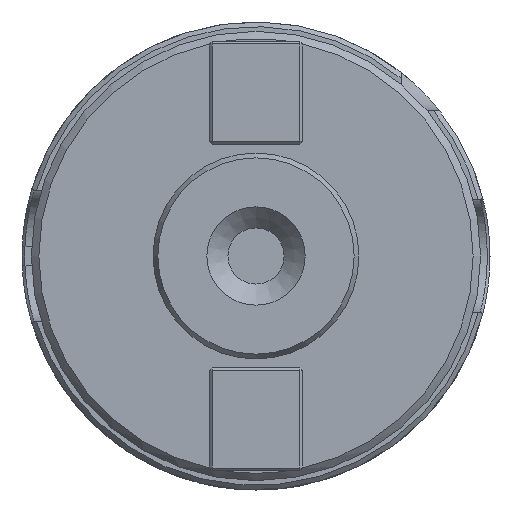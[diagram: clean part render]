
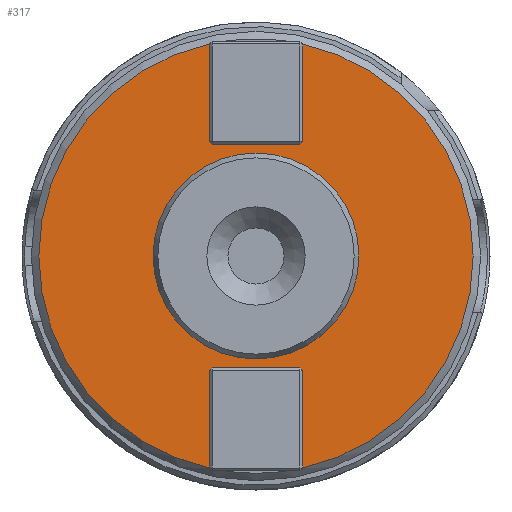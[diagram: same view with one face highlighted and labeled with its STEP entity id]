
A CAD part, left-side view. The second image highlights one B-rep face of the part: STEP entity #317.
In plain terms, the highlighted planar face has unit normal (-1, 0, 0).
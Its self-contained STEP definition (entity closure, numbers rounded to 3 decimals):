
#81=FACE_BOUND('',#638,.T.);
#82=FACE_BOUND('',#639,.T.);
#317=ADVANCED_FACE('',(#81,#82),#398,.F.);
#398=PLANE('',#2267);
#638=EDGE_LOOP('',(#1383));
#639=EDGE_LOOP('',(#1384,#1385,#1386,#1387,#1388,#1389,#1390,#1391,#1392,
#1393,#1394,#1395,#1396,#1397,#1398,#1399));
#760=LINE('',#3934,#898);
#761=LINE('',#3936,#899);
#762=LINE('',#3938,#900);
#763=LINE('',#3940,#901);
#764=LINE('',#3942,#902);
#765=LINE('',#3944,#903);
#766=LINE('',#3946,#904);
#767=LINE('',#3947,#905);
#768=LINE('',#3949,#906);
#769=LINE('',#3951,#907);
#770=LINE('',#3953,#908);
#771=LINE('',#3955,#909);
#772=LINE('',#3957,#910);
#773=LINE('',#3959,#911);
#898=VECTOR('',#2678,1.);
#899=VECTOR('',#2679,1.);
#900=VECTOR('',#2680,1.);
#901=VECTOR('',#2681,1.);
#902=VECTOR('',#2682,1.);
#903=VECTOR('',#2683,1.);
#904=VECTOR('',#2684,1.);
#905=VECTOR('',#2685,1.);
#906=VECTOR('',#2686,1.);
#907=VECTOR('',#2687,1.);
#908=VECTOR('',#2688,1.);
#909=VECTOR('',#2689,1.);
#910=VECTOR('',#2690,1.);
#911=VECTOR('',#2691,1.);
#1383=ORIENTED_EDGE('',*,*,#1963,.F.);
#1384=ORIENTED_EDGE('',*,*,#1955,.T.);
#1385=ORIENTED_EDGE('',*,*,#1964,.T.);
#1386=ORIENTED_EDGE('',*,*,#1965,.T.);
#1387=ORIENTED_EDGE('',*,*,#1966,.T.);
#1388=ORIENTED_EDGE('',*,*,#1967,.T.);
#1389=ORIENTED_EDGE('',*,*,#1968,.T.);
#1390=ORIENTED_EDGE('',*,*,#1969,.T.);
#1391=ORIENTED_EDGE('',*,*,#1970,.T.);
#1392=ORIENTED_EDGE('',*,*,#1960,.T.);
#1393=ORIENTED_EDGE('',*,*,#1971,.T.);
#1394=ORIENTED_EDGE('',*,*,#1972,.T.);
#1395=ORIENTED_EDGE('',*,*,#1973,.T.);
#1396=ORIENTED_EDGE('',*,*,#1974,.T.);
#1397=ORIENTED_EDGE('',*,*,#1975,.T.);
#1398=ORIENTED_EDGE('',*,*,#1976,.T.);
#1399=ORIENTED_EDGE('',*,*,#1977,.T.);
#1697=VERTEX_POINT('',#3898);
#1698=VERTEX_POINT('',#3900);
#1701=VERTEX_POINT('',#3919);
#1702=VERTEX_POINT('',#3921);
#1704=VERTEX_POINT('',#3933);
#1705=VERTEX_POINT('',#3935);
#1706=VERTEX_POINT('',#3937);
#1707=VERTEX_POINT('',#3939);
#1708=VERTEX_POINT('',#3941);
#1709=VERTEX_POINT('',#3943);
#1710=VERTEX_POINT('',#3945);
#1711=VERTEX_POINT('',#3948);
#1712=VERTEX_POINT('',#3950);
#1713=VERTEX_POINT('',#3952);
#1714=VERTEX_POINT('',#3954);
#1715=VERTEX_POINT('',#3956);
#1716=VERTEX_POINT('',#3958);
#1955=EDGE_CURVE('',#1698,#1697,#2102,.T.);
#1960=EDGE_CURVE('',#1702,#1701,#2103,.T.);
#1963=EDGE_CURVE('',#1704,#1704,#2104,.T.);
#1964=EDGE_CURVE('',#1697,#1705,#760,.T.);
#1965=EDGE_CURVE('',#1705,#1706,#761,.T.);
#1966=EDGE_CURVE('',#1706,#1707,#762,.T.);
#1967=EDGE_CURVE('',#1707,#1708,#763,.T.);
#1968=EDGE_CURVE('',#1708,#1709,#764,.T.);
#1969=EDGE_CURVE('',#1709,#1710,#765,.T.);
#1970=EDGE_CURVE('',#1710,#1702,#766,.T.);
#1971=EDGE_CURVE('',#1701,#1711,#767,.T.);
#1972=EDGE_CURVE('',#1711,#1712,#768,.T.);
#1973=EDGE_CURVE('',#1712,#1713,#769,.T.);
#1974=EDGE_CURVE('',#1713,#1714,#770,.T.);
#1975=EDGE_CURVE('',#1714,#1715,#771,.T.);
#1976=EDGE_CURVE('',#1715,#1716,#772,.T.);
#1977=EDGE_CURVE('',#1716,#1698,#773,.T.);
#2102=CIRCLE('',#2263,23.2);
#2103=CIRCLE('',#2264,23.2);
#2104=CIRCLE('',#2266,11.);
#2263=AXIS2_PLACEMENT_3D('',#3899,#2670,#2671);
#2264=AXIS2_PLACEMENT_3D('',#3920,#2672,#2673);
#2266=AXIS2_PLACEMENT_3D('',#3932,#2676,#2677);
#2267=AXIS2_PLACEMENT_3D('',#3960,#2692,#2693);
#2670=DIRECTION('',(-1.,0.,0.));
#2671=DIRECTION('',(0.,0.,-1.));
#2672=DIRECTION('',(-1.,0.,0.));
#2673=DIRECTION('',(0.,0.,-1.));
#2676=DIRECTION('',(-1.,0.,0.));
#2677=DIRECTION('',(0.,0.,-1.));
#2678=DIRECTION('',(0.,0.707,0.707));
#2679=DIRECTION('',(0.,0.,1.));
#2680=DIRECTION('',(0.,-0.707,0.707));
#2681=DIRECTION('',(0.,-1.,0.));
#2682=DIRECTION('',(0.,-0.707,-0.707));
#2683=DIRECTION('',(0.,0.,-1.));
#2684=DIRECTION('',(0.,0.707,-0.707));
#2685=DIRECTION('',(0.,-0.707,-0.707));
#2686=DIRECTION('',(0.,0.,-1.));
#2687=DIRECTION('',(0.,0.707,-0.707));
#2688=DIRECTION('',(0.,1.,0.));
#2689=DIRECTION('',(0.,0.707,0.707));
#2690=DIRECTION('',(0.,0.,1.));
#2691=DIRECTION('',(0.,-0.707,0.707));
#2692=DIRECTION('',(1.,0.,0.));
#2693=DIRECTION('',(0.,0.,-1.));
#3898=CARTESIAN_POINT('',(19.,4.994,-22.656));
#3899=CARTESIAN_POINT('',(19.,0.,0.));
#3900=CARTESIAN_POINT('',(19.,4.994,22.656));
#3919=CARTESIAN_POINT('',(19.,-4.994,22.656));
#3920=CARTESIAN_POINT('',(19.,0.,0.));
#3921=CARTESIAN_POINT('',(19.,-4.994,-22.656));
#3932=CARTESIAN_POINT('',(19.,0.,0.));
#3933=CARTESIAN_POINT('',(19.,0.,-11.));
#3934=CARTESIAN_POINT('',(19.,20.043,-7.607));
#3935=CARTESIAN_POINT('',(19.,5.,-22.65));
#3936=CARTESIAN_POINT('',(19.,5.,12.435));
#3937=CARTESIAN_POINT('',(19.,5.,-12.25));
#3938=CARTESIAN_POINT('',(19.,-9.843,2.593));
#3939=CARTESIAN_POINT('',(19.,4.7,-11.95));
#3940=CARTESIAN_POINT('',(19.,0.,-11.95));
#3941=CARTESIAN_POINT('',(19.,-4.7,-11.95));
#3942=CARTESIAN_POINT('',(19.,9.843,2.593));
#3943=CARTESIAN_POINT('',(19.,-5.,-12.25));
#3944=CARTESIAN_POINT('',(19.,-5.,12.435));
#3945=CARTESIAN_POINT('',(19.,-5.,-22.65));
#3946=CARTESIAN_POINT('',(19.,-20.043,-7.607));
#3947=CARTESIAN_POINT('',(19.,-7.607,20.043));
#3948=CARTESIAN_POINT('',(19.,-5.,22.65));
#3949=CARTESIAN_POINT('',(19.,-5.,12.435));
#3950=CARTESIAN_POINT('',(19.,-5.,12.25));
#3951=CARTESIAN_POINT('',(19.,-2.593,9.843));
#3952=CARTESIAN_POINT('',(19.,-4.7,11.95));
#3953=CARTESIAN_POINT('',(19.,0.,11.95));
#3954=CARTESIAN_POINT('',(19.,4.7,11.95));
#3955=CARTESIAN_POINT('',(19.,2.593,9.843));
#3956=CARTESIAN_POINT('',(19.,5.,12.25));
#3957=CARTESIAN_POINT('',(19.,5.,12.435));
#3958=CARTESIAN_POINT('',(19.,5.,22.65));
#3959=CARTESIAN_POINT('',(19.,7.607,20.043));
#3960=CARTESIAN_POINT('',(19.,0.,12.435));
